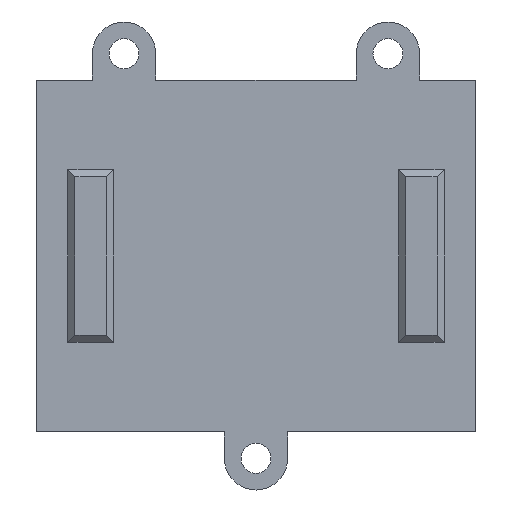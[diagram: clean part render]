
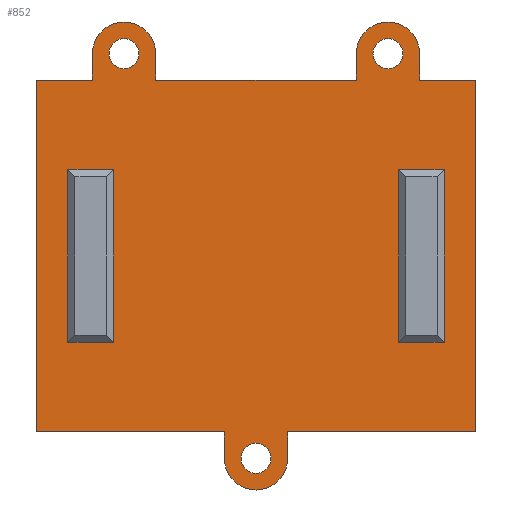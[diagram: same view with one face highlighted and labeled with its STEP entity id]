
A CAD part, front view. The second image highlights one B-rep face of the part: STEP entity #852.
In plain terms, the highlighted planar face has unit normal (0, -1, 0).
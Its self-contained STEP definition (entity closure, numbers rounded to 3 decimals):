
#105=DIRECTION('',(0.,0.,-1.));
#106=VECTOR('',#105,9.8);
#107=CARTESIAN_POINT('',(8.11,0.,4.9));
#108=LINE('',#107,#106);
#109=DIRECTION('',(1.,0.,0.));
#110=VECTOR('',#109,2.58);
#111=CARTESIAN_POINT('',(8.11,0.,-4.9));
#112=LINE('',#111,#110);
#113=DIRECTION('',(0.,0.,1.));
#114=VECTOR('',#113,9.8);
#115=CARTESIAN_POINT('',(10.69,0.,-4.9));
#116=LINE('',#115,#114);
#117=DIRECTION('',(-1.,0.,0.));
#118=VECTOR('',#117,2.58);
#119=CARTESIAN_POINT('',(10.69,0.,4.9));
#120=LINE('',#119,#118);
#121=DIRECTION('',(-1.,0.,0.));
#122=VECTOR('',#121,2.58);
#123=CARTESIAN_POINT('',(-8.11,0.,4.9));
#124=LINE('',#123,#122);
#125=DIRECTION('',(0.,0.,-1.));
#126=VECTOR('',#125,9.8);
#127=CARTESIAN_POINT('',(-10.69,0.,4.9));
#128=LINE('',#127,#126);
#129=DIRECTION('',(1.,0.,0.));
#130=VECTOR('',#129,2.58);
#131=CARTESIAN_POINT('',(-10.69,0.,-4.9));
#132=LINE('',#131,#130);
#133=DIRECTION('',(0.,0.,1.));
#134=VECTOR('',#133,9.8);
#135=CARTESIAN_POINT('',(-8.11,0.,-4.9));
#136=LINE('',#135,#134);
#137=DIRECTION('',(1.,0.,0.));
#138=VECTOR('',#137,3.2);
#139=CARTESIAN_POINT('',(-12.5,0.,10.));
#140=LINE('',#139,#138);
#141=DIRECTION('',(0.,0.,1.));
#142=VECTOR('',#141,1.5);
#143=CARTESIAN_POINT('',(-9.3,0.,10.));
#144=LINE('',#143,#142);
#145=CARTESIAN_POINT('',(-7.5,0.,11.5));
#146=DIRECTION('',(0.,1.,0.));
#147=DIRECTION('',(-1.,0.,0.));
#148=AXIS2_PLACEMENT_3D('',#145,#146,#147);
#150=DIRECTION('',(0.,0.,-1.));
#151=VECTOR('',#150,1.5);
#152=CARTESIAN_POINT('',(-5.7,0.,11.5));
#153=LINE('',#152,#151);
#154=DIRECTION('',(1.,0.,0.));
#155=VECTOR('',#154,11.4);
#156=CARTESIAN_POINT('',(-5.7,0.,10.));
#157=LINE('',#156,#155);
#158=DIRECTION('',(0.,0.,1.));
#159=VECTOR('',#158,1.5);
#160=CARTESIAN_POINT('',(5.7,0.,10.));
#161=LINE('',#160,#159);
#162=CARTESIAN_POINT('',(7.5,0.,11.5));
#163=DIRECTION('',(0.,1.,0.));
#164=DIRECTION('',(-1.,0.,0.));
#165=AXIS2_PLACEMENT_3D('',#162,#163,#164);
#167=DIRECTION('',(0.,0.,-1.));
#168=VECTOR('',#167,1.5);
#169=CARTESIAN_POINT('',(9.3,0.,11.5));
#170=LINE('',#169,#168);
#171=DIRECTION('',(1.,0.,0.));
#172=VECTOR('',#171,3.2);
#173=CARTESIAN_POINT('',(9.3,0.,10.));
#174=LINE('',#173,#172);
#175=DIRECTION('',(0.,0.,-1.));
#176=VECTOR('',#175,20.);
#177=CARTESIAN_POINT('',(12.5,0.,10.));
#178=LINE('',#177,#176);
#179=DIRECTION('',(-1.,0.,0.));
#180=VECTOR('',#179,10.7);
#181=CARTESIAN_POINT('',(12.5,0.,-10.));
#182=LINE('',#181,#180);
#183=DIRECTION('',(0.,0.,-1.));
#184=VECTOR('',#183,1.5);
#185=CARTESIAN_POINT('',(1.8,0.,-10.));
#186=LINE('',#185,#184);
#187=CARTESIAN_POINT('',(0.,0.,-11.5));
#188=DIRECTION('',(0.,1.,0.));
#189=DIRECTION('',(1.,0.,0.));
#190=AXIS2_PLACEMENT_3D('',#187,#188,#189);
#192=DIRECTION('',(0.,0.,1.));
#193=VECTOR('',#192,1.5);
#194=CARTESIAN_POINT('',(-1.8,0.,-11.5));
#195=LINE('',#194,#193);
#196=DIRECTION('',(-1.,0.,0.));
#197=VECTOR('',#196,10.7);
#198=CARTESIAN_POINT('',(-1.8,0.,-10.));
#199=LINE('',#198,#197);
#200=DIRECTION('',(0.,0.,1.));
#201=VECTOR('',#200,20.);
#202=CARTESIAN_POINT('',(-12.5,0.,-10.));
#203=LINE('',#202,#201);
#204=CARTESIAN_POINT('',(0.,0.,-11.5));
#205=DIRECTION('',(0.,-1.,0.));
#206=DIRECTION('',(1.,0.,0.));
#207=AXIS2_PLACEMENT_3D('',#204,#205,#206);
#209=CARTESIAN_POINT('',(0.,0.,-11.5));
#210=DIRECTION('',(0.,-1.,0.));
#211=DIRECTION('',(-1.,0.,0.));
#212=AXIS2_PLACEMENT_3D('',#209,#210,#211);
#214=CARTESIAN_POINT('',(-7.5,0.,11.5));
#215=DIRECTION('',(0.,-1.,0.));
#216=DIRECTION('',(1.,0.,0.));
#217=AXIS2_PLACEMENT_3D('',#214,#215,#216);
#219=CARTESIAN_POINT('',(-7.5,0.,11.5));
#220=DIRECTION('',(0.,-1.,0.));
#221=DIRECTION('',(-1.,0.,0.));
#222=AXIS2_PLACEMENT_3D('',#219,#220,#221);
#224=CARTESIAN_POINT('',(7.5,0.,11.5));
#225=DIRECTION('',(0.,-1.,0.));
#226=DIRECTION('',(1.,0.,0.));
#227=AXIS2_PLACEMENT_3D('',#224,#225,#226);
#229=CARTESIAN_POINT('',(7.5,0.,11.5));
#230=DIRECTION('',(0.,-1.,0.));
#231=DIRECTION('',(-1.,0.,0.));
#232=AXIS2_PLACEMENT_3D('',#229,#230,#231);
#443=CARTESIAN_POINT('',(12.5,0.,10.));
#444=CARTESIAN_POINT('',(12.5,0.,-10.));
#445=VERTEX_POINT('',#443);
#446=VERTEX_POINT('',#444);
#447=CARTESIAN_POINT('',(-12.5,0.,-10.));
#448=CARTESIAN_POINT('',(-12.5,0.,10.));
#449=VERTEX_POINT('',#447);
#450=VERTEX_POINT('',#448);
#459=CARTESIAN_POINT('',(8.11,0.,4.9));
#460=CARTESIAN_POINT('',(8.11,0.,-4.9));
#461=VERTEX_POINT('',#459);
#462=VERTEX_POINT('',#460);
#463=CARTESIAN_POINT('',(10.69,0.,-4.9));
#464=VERTEX_POINT('',#463);
#465=CARTESIAN_POINT('',(10.69,0.,4.9));
#466=VERTEX_POINT('',#465);
#467=CARTESIAN_POINT('',(-8.11,0.,4.9));
#468=CARTESIAN_POINT('',(-10.69,0.,4.9));
#469=VERTEX_POINT('',#467);
#470=VERTEX_POINT('',#468);
#471=CARTESIAN_POINT('',(-10.69,0.,-4.9));
#472=VERTEX_POINT('',#471);
#473=CARTESIAN_POINT('',(-8.11,0.,-4.9));
#474=VERTEX_POINT('',#473);
#519=CARTESIAN_POINT('',(5.7,0.,11.5));
#520=CARTESIAN_POINT('',(9.3,0.,11.5));
#521=VERTEX_POINT('',#519);
#522=VERTEX_POINT('',#520);
#523=CARTESIAN_POINT('',(1.8,0.,-11.5));
#524=CARTESIAN_POINT('',(-1.8,0.,-11.5));
#525=VERTEX_POINT('',#523);
#526=VERTEX_POINT('',#524);
#527=CARTESIAN_POINT('',(-9.3,0.,11.5));
#528=CARTESIAN_POINT('',(-5.7,0.,11.5));
#529=VERTEX_POINT('',#527);
#530=VERTEX_POINT('',#528);
#543=CARTESIAN_POINT('',(9.3,0.,10.));
#544=VERTEX_POINT('',#543);
#545=CARTESIAN_POINT('',(5.7,0.,10.));
#546=VERTEX_POINT('',#545);
#547=CARTESIAN_POINT('',(1.8,0.,-10.));
#548=VERTEX_POINT('',#547);
#549=CARTESIAN_POINT('',(-1.8,0.,-10.));
#550=VERTEX_POINT('',#549);
#551=CARTESIAN_POINT('',(-5.7,0.,10.));
#552=VERTEX_POINT('',#551);
#553=CARTESIAN_POINT('',(-9.3,0.,10.));
#554=VERTEX_POINT('',#553);
#556=CARTESIAN_POINT('',(0.85,0.,-11.5));
#558=VERTEX_POINT('',#556);
#560=CARTESIAN_POINT('',(-0.85,0.,-11.5));
#562=VERTEX_POINT('',#560);
#563=CARTESIAN_POINT('',(-6.65,0.,11.5));
#564=CARTESIAN_POINT('',(-8.35,0.,11.5));
#565=VERTEX_POINT('',#563);
#566=VERTEX_POINT('',#564);
#571=CARTESIAN_POINT('',(8.35,0.,11.5));
#572=CARTESIAN_POINT('',(6.65,0.,11.5));
#573=VERTEX_POINT('',#571);
#574=VERTEX_POINT('',#572);
#781=CARTESIAN_POINT('',(0.,0.,0.));
#782=DIRECTION('',(0.,1.,0.));
#783=DIRECTION('',(-1.,0.,0.));
#784=AXIS2_PLACEMENT_3D('',#781,#782,#783);
#785=PLANE('',#784);
#787=ORIENTED_EDGE('',*,*,#786,.T.);
#789=ORIENTED_EDGE('',*,*,#788,.T.);
#791=ORIENTED_EDGE('',*,*,#790,.T.);
#793=ORIENTED_EDGE('',*,*,#792,.T.);
#795=ORIENTED_EDGE('',*,*,#794,.T.);
#797=ORIENTED_EDGE('',*,*,#796,.T.);
#799=ORIENTED_EDGE('',*,*,#798,.T.);
#801=ORIENTED_EDGE('',*,*,#800,.T.);
#803=ORIENTED_EDGE('',*,*,#802,.T.);
#805=ORIENTED_EDGE('',*,*,#804,.T.);
#807=ORIENTED_EDGE('',*,*,#806,.T.);
#809=ORIENTED_EDGE('',*,*,#808,.T.);
#811=ORIENTED_EDGE('',*,*,#810,.T.);
#813=ORIENTED_EDGE('',*,*,#812,.T.);
#815=ORIENTED_EDGE('',*,*,#814,.T.);
#817=ORIENTED_EDGE('',*,*,#816,.T.);
#818=EDGE_LOOP('',(#787,#789,#791,#793,#795,#797,#799,#801,#803,#805,#807,#809,
#811,#813,#815,#817));
#819=FACE_OUTER_BOUND('',#818,.F.);
#820=ORIENTED_EDGE('',*,*,#706,.T.);
#821=ORIENTED_EDGE('',*,*,#722,.T.);
#822=ORIENTED_EDGE('',*,*,#762,.T.);
#823=ORIENTED_EDGE('',*,*,#775,.T.);
#824=EDGE_LOOP('',(#820,#821,#822,#823));
#825=FACE_BOUND('',#824,.F.);
#827=ORIENTED_EDGE('',*,*,#826,.T.);
#829=ORIENTED_EDGE('',*,*,#828,.T.);
#830=ORIENTED_EDGE('',*,*,#603,.T.);
#831=ORIENTED_EDGE('',*,*,#619,.T.);
#832=EDGE_LOOP('',(#827,#829,#830,#831));
#833=FACE_BOUND('',#832,.F.);
#835=ORIENTED_EDGE('',*,*,#834,.T.);
#837=ORIENTED_EDGE('',*,*,#836,.T.);
#838=EDGE_LOOP('',(#835,#837));
#839=FACE_BOUND('',#838,.F.);
#841=ORIENTED_EDGE('',*,*,#840,.T.);
#843=ORIENTED_EDGE('',*,*,#842,.T.);
#844=EDGE_LOOP('',(#841,#843));
#845=FACE_BOUND('',#844,.F.);
#847=ORIENTED_EDGE('',*,*,#846,.T.);
#849=ORIENTED_EDGE('',*,*,#848,.T.);
#850=EDGE_LOOP('',(#847,#849));
#851=FACE_BOUND('',#850,.F.);
#852=ADVANCED_FACE('',(#819,#825,#833,#839,#845,#851),#785,.F.);
#149=CIRCLE('',#148,1.8);
#166=CIRCLE('',#165,1.8);
#191=CIRCLE('',#190,1.8);
#208=CIRCLE('',#207,0.85);
#213=CIRCLE('',#212,0.85);
#218=CIRCLE('',#217,0.85);
#223=CIRCLE('',#222,0.85);
#228=CIRCLE('',#227,0.85);
#233=CIRCLE('',#232,0.85);
#603=EDGE_CURVE('',#464,#466,#116,.T.);
#619=EDGE_CURVE('',#466,#461,#120,.T.);
#706=EDGE_CURVE('',#469,#470,#124,.T.);
#722=EDGE_CURVE('',#470,#472,#128,.T.);
#762=EDGE_CURVE('',#472,#474,#132,.T.);
#775=EDGE_CURVE('',#474,#469,#136,.T.);
#786=EDGE_CURVE('',#450,#554,#140,.T.);
#788=EDGE_CURVE('',#554,#529,#144,.T.);
#790=EDGE_CURVE('',#529,#530,#149,.T.);
#792=EDGE_CURVE('',#530,#552,#153,.T.);
#794=EDGE_CURVE('',#552,#546,#157,.T.);
#796=EDGE_CURVE('',#546,#521,#161,.T.);
#798=EDGE_CURVE('',#521,#522,#166,.T.);
#800=EDGE_CURVE('',#522,#544,#170,.T.);
#802=EDGE_CURVE('',#544,#445,#174,.T.);
#804=EDGE_CURVE('',#445,#446,#178,.T.);
#806=EDGE_CURVE('',#446,#548,#182,.T.);
#808=EDGE_CURVE('',#548,#525,#186,.T.);
#810=EDGE_CURVE('',#525,#526,#191,.T.);
#812=EDGE_CURVE('',#526,#550,#195,.T.);
#814=EDGE_CURVE('',#550,#449,#199,.T.);
#816=EDGE_CURVE('',#449,#450,#203,.T.);
#826=EDGE_CURVE('',#461,#462,#108,.T.);
#828=EDGE_CURVE('',#462,#464,#112,.T.);
#834=EDGE_CURVE('',#558,#562,#208,.T.);
#836=EDGE_CURVE('',#562,#558,#213,.T.);
#840=EDGE_CURVE('',#565,#566,#218,.T.);
#842=EDGE_CURVE('',#566,#565,#223,.T.);
#846=EDGE_CURVE('',#573,#574,#228,.T.);
#848=EDGE_CURVE('',#574,#573,#233,.T.);
